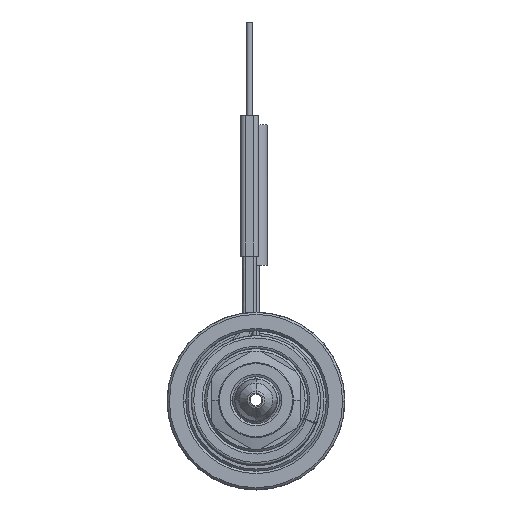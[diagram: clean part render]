
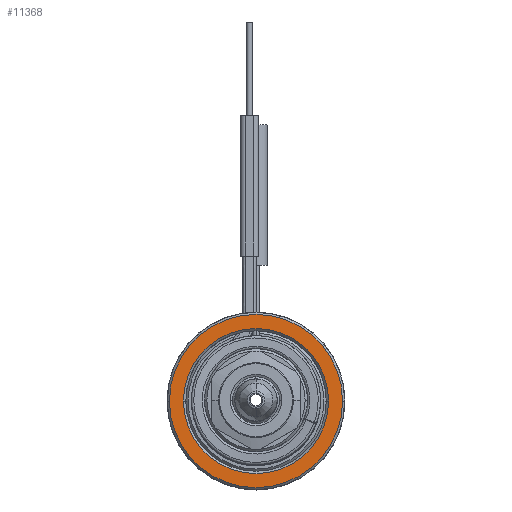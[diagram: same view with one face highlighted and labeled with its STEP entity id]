
A CAD part, top view. The second image highlights one B-rep face of the part: STEP entity #11368.
In plain terms, the highlighted planar face has unit normal (0, 0, 1).
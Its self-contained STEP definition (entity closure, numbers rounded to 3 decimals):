
#2635=CARTESIAN_POINT('',(0.,0.,
35.));
#2636=DIRECTION('',(0.,0.,-1.));
#2637=DIRECTION('',(1.,0.,0.));
#2638=AXIS2_PLACEMENT_3D('',#2635,#2636,#2637);
#2640=CARTESIAN_POINT('',(0.,0.,
35.));
#2641=DIRECTION('',(0.,0.,-1.));
#2642=DIRECTION('',(0.,-1.,0.));
#2643=AXIS2_PLACEMENT_3D('',#2640,#2641,#2642);
#2645=CARTESIAN_POINT('',(0.,0.,
35.));
#2646=DIRECTION('',(0.,0.,-1.));
#2647=DIRECTION('',(-1.,0.,0.));
#2648=AXIS2_PLACEMENT_3D('',#2645,#2646,#2647);
#2650=CARTESIAN_POINT('',(0.,0.,
35.));
#2651=DIRECTION('',(0.,0.,-1.));
#2652=DIRECTION('',(0.,1.,0.));
#2653=AXIS2_PLACEMENT_3D('',#2650,#2651,#2652);
#2655=CARTESIAN_POINT('',(0.,0.,35.));
#2656=DIRECTION('',(0.,0.,1.));
#2657=DIRECTION('',(-1.,0.,0.));
#2658=AXIS2_PLACEMENT_3D('',#2655,#2656,#2657);
#2660=CARTESIAN_POINT('',(0.,0.,35.));
#2661=DIRECTION('',(0.,0.,1.));
#2662=DIRECTION('',(0.,-1.,0.));
#2663=AXIS2_PLACEMENT_3D('',#2660,#2661,#2662);
#2665=CARTESIAN_POINT('',(0.,0.,
35.));
#2666=DIRECTION('',(0.,0.,1.));
#2667=DIRECTION('',(1.,0.,0.));
#2668=AXIS2_PLACEMENT_3D('',#2665,#2666,#2667);
#2670=CARTESIAN_POINT('',(0.,0.,
35.));
#2671=DIRECTION('',(0.,0.,1.));
#2672=DIRECTION('',(0.,1.,0.));
#2673=AXIS2_PLACEMENT_3D('',#2670,#2671,#2672);
#7094=CARTESIAN_POINT('',(0.,-15.5,
35.));
#7095=CARTESIAN_POINT('',(15.5,0.,
35.));
#7096=VERTEX_POINT('',#7094);
#7097=VERTEX_POINT('',#7095);
#7098=CARTESIAN_POINT('',(-15.5,0.,
35.));
#7099=VERTEX_POINT('',#7098);
#7100=CARTESIAN_POINT('',(18.5,0.,
35.));
#7101=CARTESIAN_POINT('',(0.,-18.5,
35.));
#7102=VERTEX_POINT('',#7100);
#7103=VERTEX_POINT('',#7101);
#7104=CARTESIAN_POINT('',(-18.5,0.,
35.));
#7105=VERTEX_POINT('',#7104);
#7106=CARTESIAN_POINT('',(0.,18.5,
35.));
#7107=VERTEX_POINT('',#7106);
#7108=CARTESIAN_POINT('',(0.,15.5,
35.));
#7109=VERTEX_POINT('',#7108);
#11347=CARTESIAN_POINT('',(0.,0.,35.));
#11348=DIRECTION('',(0.,0.,1.));
#11349=DIRECTION('',(-1.,0.,0.));
#11350=AXIS2_PLACEMENT_3D('',#11347,#11348,#11349);
#11351=PLANE('',#11350);
#11352=ORIENTED_EDGE('',*,*,#11327,.T.);
#11353=ORIENTED_EDGE('',*,*,#11325,.T.);
#11354=ORIENTED_EDGE('',*,*,#11306,.T.);
#11355=ORIENTED_EDGE('',*,*,#11304,.T.);
#11356=EDGE_LOOP('',(#11352,#11353,#11354,#11355));
#11357=FACE_OUTER_BOUND('',#11356,.F.);
#11359=ORIENTED_EDGE('',*,*,#11358,.T.);
#11361=ORIENTED_EDGE('',*,*,#11360,.T.);
#11363=ORIENTED_EDGE('',*,*,#11362,.T.);
#11365=ORIENTED_EDGE('',*,*,#11364,.T.);
#11366=EDGE_LOOP('',(#11359,#11361,#11363,#11365));
#11367=FACE_BOUND('',#11366,.F.);
#2639=CIRCLE('',#2638,18.5);
#2644=CIRCLE('',#2643,18.5);
#2649=CIRCLE('',#2648,18.5);
#2654=CIRCLE('',#2653,18.5);
#2659=CIRCLE('',#2658,15.5);
#2664=CIRCLE('',#2663,15.5);
#2669=CIRCLE('',#2668,15.5);
#2674=CIRCLE('',#2673,15.5);
#11304=EDGE_CURVE('',#7107,#7102,#2654,.T.);
#11306=EDGE_CURVE('',#7105,#7107,#2649,.T.);
#11325=EDGE_CURVE('',#7103,#7105,#2644,.T.);
#11327=EDGE_CURVE('',#7102,#7103,#2639,.T.);
#11358=EDGE_CURVE('',#7099,#7096,#2659,.T.);
#11360=EDGE_CURVE('',#7096,#7097,#2664,.T.);
#11362=EDGE_CURVE('',#7097,#7109,#2669,.T.);
#11364=EDGE_CURVE('',#7109,#7099,#2674,.T.);
#11368=ADVANCED_FACE('',(#11357,#11367),#11351,.T.);
